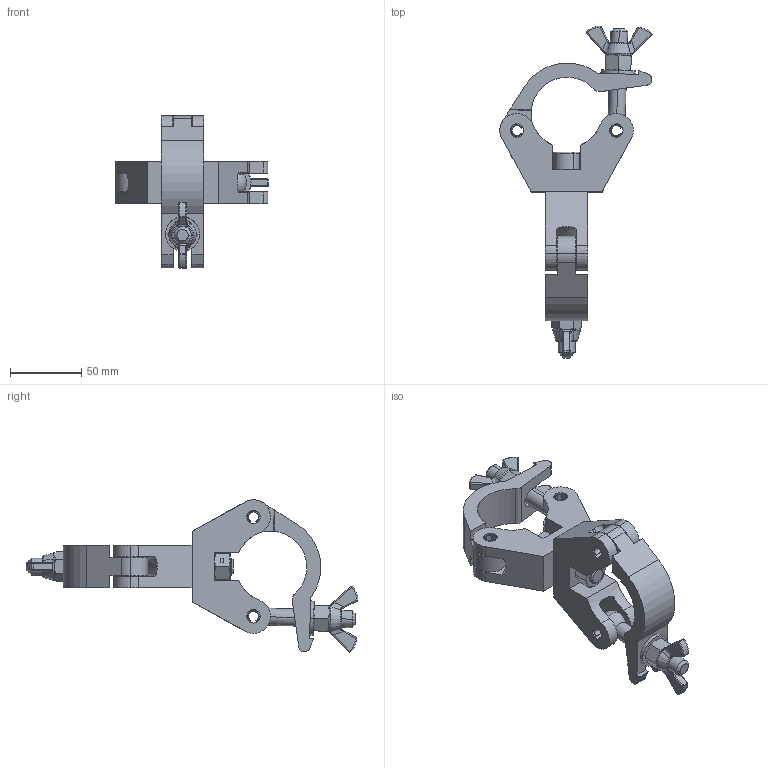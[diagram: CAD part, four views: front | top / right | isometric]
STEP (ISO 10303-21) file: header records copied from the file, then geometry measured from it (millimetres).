
FILE_DESCRIPTION (( 'STEP AP203' ), '1' );
FILE_NAME ('T58030 & T58031.STEP', '2018-08-08T10:00:37', ( '' ), ( '' ), 'SwSTEP 2.0', 'SolidWorks 2016', '' );
FILE_SCHEMA (( 'CONFIG_CONTROL_DESIGN' ));
Length unit declared in the file: millimetre
Products named in the file (13): Socket Head Cap Screw_Doughty Fastners_BS EN ISO 4762 M12 x 45 - 45S; Hex Nut Style 1 GradeAB_Doughty Fastners_Hexagon Nut ISO - 4032 - M12 - D - S; TH2001_TH2001 - 30MM WIDE; T58030 & T58031; A Washer_Bright washer BS 4320 - M12 (Form A); TH157_TH213; F883_DIN 315-M12-GT-C-N; TH2000_TH2000 - 30MM WIDE; F791; TH156_TH650; Hex Centre Lock Nut GradeAB_Doughty Fastners_BS EN 24032 - M12 - D - S; T78000; TH566
Assembly tree (18 placements, depth 3):
  T58030 & T58031
    TH156_TH650  x2
      TH2000_TH2000 - 30MM WIDE
    TH157_TH213  x2
      TH2001_TH2001 - 30MM WIDE
    T78000  x2
      TH566
      A Washer_Bright washer BS 4320 - M12 (Form A)
      Hex Nut Style 1 GradeAB_Doughty Fastners_Hexagon Nut ISO - 4032 - M12 - D - S
      F883_DIN 315-M12-GT-C-N
    F791  x4
    Socket Head Cap Screw_Doughty Fastners_BS EN ISO 4762 M12 x 45 - 45S
    Hex Centre Lock Nut GradeAB_Doughty Fastners_BS EN 24032 - M12 - D - S
Bounding box: 107.22 x 233.75 x 107.22 mm (x, y, z)
Volume: 247344.2 mm3; surface area: 83434.1 mm2
Topology: 18 solids, 18 shells, 774 faces, 1842 edges, 1089 vertices
Faces by surface type: cone 268, cylinder 242, plane 158, bspline 64, sphere 22, torus 20
Entity records: 16647 total; most frequent: CARTESIAN_POINT 3586, DIRECTION 2595, ORIENTED_EDGE 2342, EDGE_CURVE 1171, AXIS2_PLACEMENT_3D 1054, VERTEX_POINT 699, CIRCLE 567, EDGE_LOOP 522
